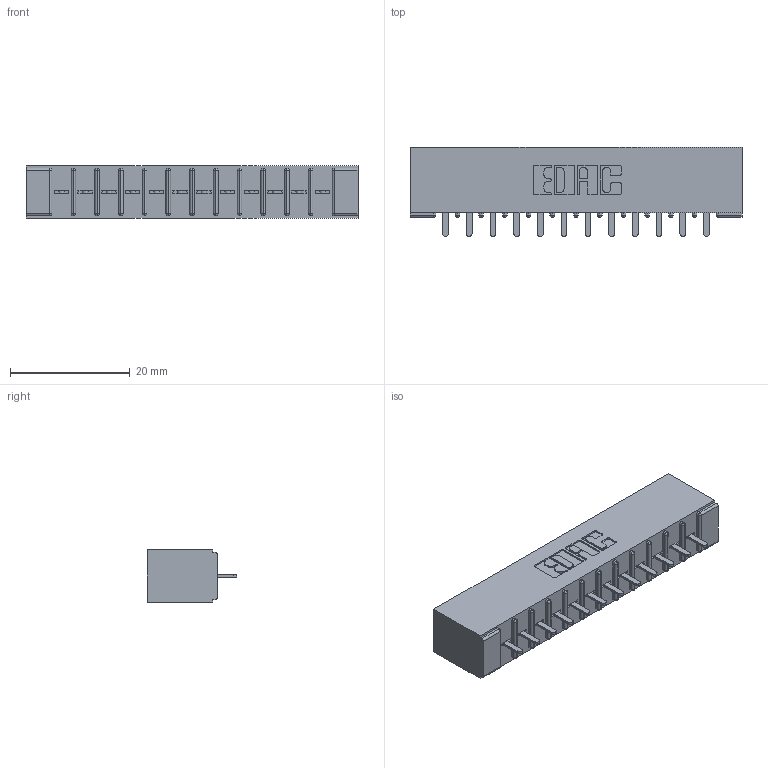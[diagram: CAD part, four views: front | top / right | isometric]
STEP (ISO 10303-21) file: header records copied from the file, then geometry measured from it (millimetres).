
FILE_DESCRIPTION (( 'STEP AP203' ), '1' );
FILE_NAME ('356-012-421-101.STEP', '2020-09-23T10:54:24', ( '' ), ( '' ), 'SwSTEP 2.0', 'SolidWorks 2020', '' );
FILE_SCHEMA (( 'CONFIG_CONTROL_DESIGN' ));
Length unit declared in the file: inch
Products named in the file (3): 306 Part_No Mounting; 356-012-421-101; 306-290-001_121
Assembly tree (13 placements, depth 2):
  356-012-421-101
    306 Part_No Mounting
    306-290-001_121  x12
Bounding box: 55.42 x 14.88 x 8.71 mm (x, y, z)
Volume: 4003.6 mm3; surface area: 5788.7 mm2
Topology: 13 solids, 13 shells, 948 faces, 2656 edges, 1704 vertices
Faces by surface type: plane 628, cylinder 272, sphere 48
Entity records: 14755 total; most frequent: CARTESIAN_POINT 2471, ORIENTED_EDGE 2444, DIRECTION 2440, EDGE_CURVE 1222, VECTOR 942, LINE 942, VERTEX_POINT 780, AXIS2_PLACEMENT_3D 749
